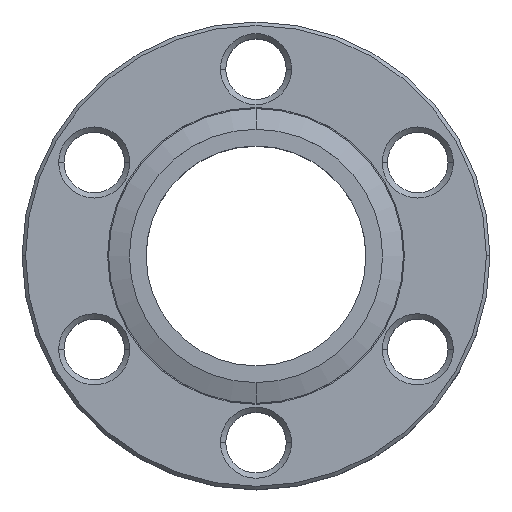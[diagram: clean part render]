
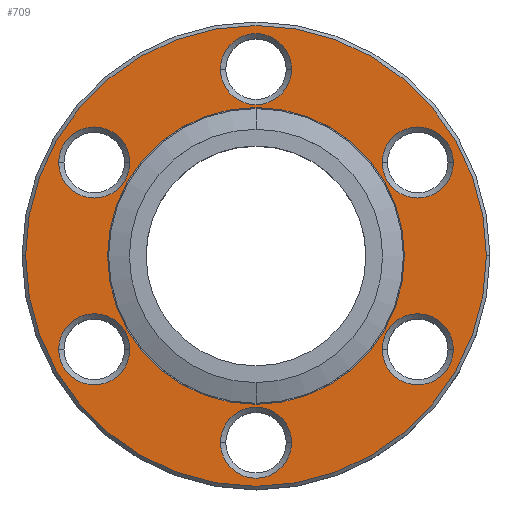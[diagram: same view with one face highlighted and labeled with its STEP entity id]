
A CAD part, top view. The second image highlights one B-rep face of the part: STEP entity #709.
In plain terms, the highlighted planar face has unit normal (0, 0, 1).
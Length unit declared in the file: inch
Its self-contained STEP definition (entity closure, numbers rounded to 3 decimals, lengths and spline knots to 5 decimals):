
#2=CARTESIAN_POINT('',(0.,0.,0.));
#3=DIRECTION('',(0.,0.,1.));
#4=DIRECTION('',(0.,1.,0.));
#5=AXIS2_PLACEMENT_3D('',#2,#3,#4);
#7=CARTESIAN_POINT('',(0.,0.,0.));
#8=DIRECTION('',(0.,0.,1.));
#9=DIRECTION('',(0.,-1.,0.));
#10=AXIS2_PLACEMENT_3D('',#7,#8,#9);
#12=CARTESIAN_POINT('',(0.,0.,0.));
#13=DIRECTION('',(0.,0.,-1.));
#14=DIRECTION('',(-1.,0.,0.));
#15=AXIS2_PLACEMENT_3D('',#12,#13,#14);
#22=CARTESIAN_POINT('',(0.,0.,0.));
#23=DIRECTION('',(0.,0.,-1.));
#24=DIRECTION('',(1.,0.,0.));
#25=AXIS2_PLACEMENT_3D('',#22,#23,#24);
#172=CARTESIAN_POINT('',(0.,0.531,0.));
#173=DIRECTION('',(0.,0.,-1.));
#174=DIRECTION('',(1.,0.,0.));
#175=AXIS2_PLACEMENT_3D('',#172,#173,#174);
#182=CARTESIAN_POINT('',(0.,0.531,0.));
#183=DIRECTION('',(0.,0.,-1.));
#184=DIRECTION('',(-1.,0.,0.));
#185=AXIS2_PLACEMENT_3D('',#182,#183,#184);
#236=CARTESIAN_POINT('',(0.45986,0.2655,0.));
#237=DIRECTION('',(0.,0.,-1.));
#238=DIRECTION('',(1.,0.,0.));
#239=AXIS2_PLACEMENT_3D('',#236,#237,#238);
#246=CARTESIAN_POINT('',(0.45986,0.2655,0.));
#247=DIRECTION('',(0.,0.,-1.));
#248=DIRECTION('',(-1.,0.,0.));
#249=AXIS2_PLACEMENT_3D('',#246,#247,#248);
#300=CARTESIAN_POINT('',(0.45986,-0.2655,0.));
#301=DIRECTION('',(0.,0.,-1.));
#302=DIRECTION('',(1.,0.,0.));
#303=AXIS2_PLACEMENT_3D('',#300,#301,#302);
#310=CARTESIAN_POINT('',(0.45986,-0.2655,0.));
#311=DIRECTION('',(0.,0.,-1.));
#312=DIRECTION('',(-1.,0.,0.));
#313=AXIS2_PLACEMENT_3D('',#310,#311,#312);
#364=CARTESIAN_POINT('',(0.,-0.531,0.));
#365=DIRECTION('',(0.,0.,-1.));
#366=DIRECTION('',(1.,0.,0.));
#367=AXIS2_PLACEMENT_3D('',#364,#365,#366);
#374=CARTESIAN_POINT('',(0.,-0.531,0.));
#375=DIRECTION('',(0.,0.,-1.));
#376=DIRECTION('',(-1.,0.,0.));
#377=AXIS2_PLACEMENT_3D('',#374,#375,#376);
#428=CARTESIAN_POINT('',(-0.45986,-0.2655,0.));
#429=DIRECTION('',(0.,0.,-1.));
#430=DIRECTION('',(1.,0.,0.));
#431=AXIS2_PLACEMENT_3D('',#428,#429,#430);
#438=CARTESIAN_POINT('',(-0.45986,-0.2655,0.));
#439=DIRECTION('',(0.,0.,-1.));
#440=DIRECTION('',(-1.,0.,0.));
#441=AXIS2_PLACEMENT_3D('',#438,#439,#440);
#492=CARTESIAN_POINT('',(-0.45986,0.2655,0.));
#493=DIRECTION('',(0.,0.,-1.));
#494=DIRECTION('',(1.,0.,0.));
#495=AXIS2_PLACEMENT_3D('',#492,#493,#494);
#502=CARTESIAN_POINT('',(-0.45986,0.2655,0.));
#503=DIRECTION('',(0.,0.,-1.));
#504=DIRECTION('',(-1.,0.,0.));
#505=AXIS2_PLACEMENT_3D('',#502,#503,#504);
#524=CARTESIAN_POINT('',(-0.655,0.,0.));
#525=CARTESIAN_POINT('',(0.655,0.,0.));
#526=VERTEX_POINT('',#524);
#527=VERTEX_POINT('',#525);
#548=CARTESIAN_POINT('',(0.,0.422,0.));
#549=CARTESIAN_POINT('',(0.,-0.422,0.));
#550=VERTEX_POINT('',#548);
#551=VERTEX_POINT('',#549);
#560=CARTESIAN_POINT('',(0.101,0.531,0.));
#561=CARTESIAN_POINT('',(-0.101,0.531,0.));
#562=VERTEX_POINT('',#560);
#563=VERTEX_POINT('',#561);
#576=CARTESIAN_POINT('',(0.56086,0.2655,0.));
#577=CARTESIAN_POINT('',(0.35886,0.2655,0.));
#578=VERTEX_POINT('',#576);
#579=VERTEX_POINT('',#577);
#592=CARTESIAN_POINT('',(0.56086,-0.2655,0.));
#593=CARTESIAN_POINT('',(0.35886,-0.2655,0.));
#594=VERTEX_POINT('',#592);
#595=VERTEX_POINT('',#593);
#608=CARTESIAN_POINT('',(0.101,-0.531,0.));
#609=CARTESIAN_POINT('',(-0.101,-0.531,0.));
#610=VERTEX_POINT('',#608);
#611=VERTEX_POINT('',#609);
#624=CARTESIAN_POINT('',(-0.35886,-0.2655,0.));
#625=CARTESIAN_POINT('',(-0.56086,-0.2655,0.));
#626=VERTEX_POINT('',#624);
#627=VERTEX_POINT('',#625);
#640=CARTESIAN_POINT('',(-0.35886,0.2655,0.));
#641=CARTESIAN_POINT('',(-0.56086,0.2655,0.));
#642=VERTEX_POINT('',#640);
#643=VERTEX_POINT('',#641);
#656=CARTESIAN_POINT('',(0.,0.,0.));
#657=DIRECTION('',(0.,0.,1.));
#658=DIRECTION('',(1.,0.,0.));
#659=AXIS2_PLACEMENT_3D('',#656,#657,#658);
#660=PLANE('',#659);
#662=ORIENTED_EDGE('',*,*,#661,.T.);
#664=ORIENTED_EDGE('',*,*,#663,.T.);
#665=EDGE_LOOP('',(#662,#664));
#666=FACE_OUTER_BOUND('',#665,.F.);
#668=ORIENTED_EDGE('',*,*,#667,.T.);
#670=ORIENTED_EDGE('',*,*,#669,.T.);
#671=EDGE_LOOP('',(#668,#670));
#672=FACE_BOUND('',#671,.F.);
#674=ORIENTED_EDGE('',*,*,#673,.F.);
#676=ORIENTED_EDGE('',*,*,#675,.F.);
#677=EDGE_LOOP('',(#674,#676));
#678=FACE_BOUND('',#677,.F.);
#680=ORIENTED_EDGE('',*,*,#679,.F.);
#682=ORIENTED_EDGE('',*,*,#681,.F.);
#683=EDGE_LOOP('',(#680,#682));
#684=FACE_BOUND('',#683,.F.);
#686=ORIENTED_EDGE('',*,*,#685,.F.);
#688=ORIENTED_EDGE('',*,*,#687,.F.);
#689=EDGE_LOOP('',(#686,#688));
#690=FACE_BOUND('',#689,.F.);
#692=ORIENTED_EDGE('',*,*,#691,.F.);
#694=ORIENTED_EDGE('',*,*,#693,.F.);
#695=EDGE_LOOP('',(#692,#694));
#696=FACE_BOUND('',#695,.F.);
#698=ORIENTED_EDGE('',*,*,#697,.F.);
#700=ORIENTED_EDGE('',*,*,#699,.F.);
#701=EDGE_LOOP('',(#698,#700));
#702=FACE_BOUND('',#701,.F.);
#704=ORIENTED_EDGE('',*,*,#703,.F.);
#706=ORIENTED_EDGE('',*,*,#705,.F.);
#707=EDGE_LOOP('',(#704,#706));
#708=FACE_BOUND('',#707,.F.);
#709=ADVANCED_FACE('',(#666,#672,#678,#684,#690,#696,#702,#708),#660,.T.);
#6=CIRCLE('',#5,0.422);
#11=CIRCLE('',#10,0.422);
#16=CIRCLE('',#15,0.655);
#26=CIRCLE('',#25,0.655);
#176=CIRCLE('',#175,0.101);
#186=CIRCLE('',#185,0.101);
#240=CIRCLE('',#239,0.101);
#250=CIRCLE('',#249,0.101);
#304=CIRCLE('',#303,0.101);
#314=CIRCLE('',#313,0.101);
#368=CIRCLE('',#367,0.101);
#378=CIRCLE('',#377,0.101);
#432=CIRCLE('',#431,0.101);
#442=CIRCLE('',#441,0.101);
#496=CIRCLE('',#495,0.101);
#506=CIRCLE('',#505,0.101);
#661=EDGE_CURVE('',#526,#527,#16,.T.);
#663=EDGE_CURVE('',#527,#526,#26,.T.);
#667=EDGE_CURVE('',#550,#551,#6,.T.);
#669=EDGE_CURVE('',#551,#550,#11,.T.);
#673=EDGE_CURVE('',#563,#562,#186,.T.);
#675=EDGE_CURVE('',#562,#563,#176,.T.);
#679=EDGE_CURVE('',#579,#578,#250,.T.);
#681=EDGE_CURVE('',#578,#579,#240,.T.);
#685=EDGE_CURVE('',#595,#594,#314,.T.);
#687=EDGE_CURVE('',#594,#595,#304,.T.);
#691=EDGE_CURVE('',#611,#610,#378,.T.);
#693=EDGE_CURVE('',#610,#611,#368,.T.);
#697=EDGE_CURVE('',#627,#626,#442,.T.);
#699=EDGE_CURVE('',#626,#627,#432,.T.);
#703=EDGE_CURVE('',#643,#642,#506,.T.);
#705=EDGE_CURVE('',#642,#643,#496,.T.);
